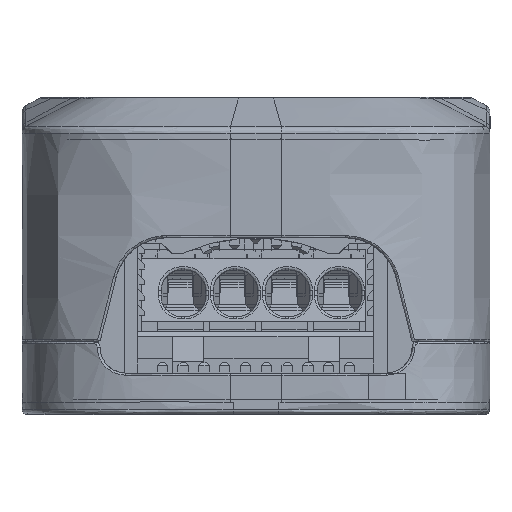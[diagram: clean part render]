
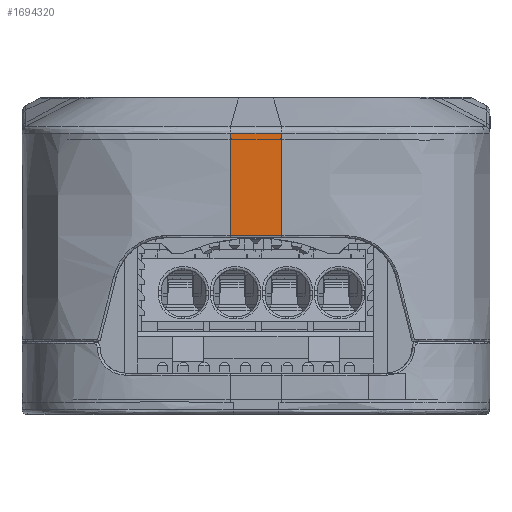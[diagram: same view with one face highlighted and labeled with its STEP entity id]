
A CAD part, left-side view. The second image highlights one B-rep face of the part: STEP entity #1694320.
In plain terms, the highlighted planar face has unit normal (-1, 0, 0).
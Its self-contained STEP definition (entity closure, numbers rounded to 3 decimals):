
#1691030=CARTESIAN_POINT('',(-145.,408.027,
19.4));
#1691040=VERTEX_POINT('',#1691030);
#1691070=CARTESIAN_POINT('',(-145.,408.027,15.862
));
#1691080=DIRECTION('',(0.,0.,
1.));
#1691090=VECTOR('',#1691080,3.538);
#1691100=LINE('',#1691070,#1691090);
#1691110=CARTESIAN_POINT('',(-145.,408.027,15.862
));
#1691120=VERTEX_POINT('',#1691110);
#1691130=EDGE_CURVE('',#1691120,#1691040,#1691100,.T.);
#1691150=CARTESIAN_POINT('',(-145.,408.027,
12.362));
#1691160=DIRECTION('',(0.,0.,1.));
#1691170=VECTOR('',#1691160,3.5);
#1691180=LINE('',#1691150,#1691170);
#1691190=CARTESIAN_POINT('',(-145.,408.027,
12.362));
#1691200=VERTEX_POINT('',#1691190);
#1691210=EDGE_CURVE('',#1691200,#1691120,#1691180,.T.);
#1691230=CARTESIAN_POINT('',(-145.,408.027,
9.562));
#1691240=DIRECTION('',(0.,0.,
1.));
#1691250=VECTOR('',#1691240,2.8);
#1691260=LINE('',#1691230,#1691250);
#1691270=CARTESIAN_POINT('',(-145.,408.027,
9.562));
#1691280=VERTEX_POINT('',#1691270);
#1691290=EDGE_CURVE('',#1691280,#1691200,#1691260,.T.);
#1693530=CARTESIAN_POINT('',(-145.,403.032,9.562
));
#1693540=VERTEX_POINT('',#1693530);
#1693660=CARTESIAN_POINT('',(-145.,408.027,
9.562));
#1693670=DIRECTION('',(0.,-1.,0.));
#1693680=VECTOR('',#1693670,4.994);
#1693690=LINE('',#1693660,#1693680);
#1693700=EDGE_CURVE('',#1691280,#1693540,#1693690,.T.);
#1693750=CARTESIAN_POINT('',(-145.,405.494,22.764));
#1693760=DIRECTION('',(-1.,0.,0.));
#1693770=DIRECTION('',(0.,1.,0.));
#1693780=AXIS2_PLACEMENT_3D('',#1693750,#1693760,#1693770);
#1693790=PLANE('',#1693780);
#1693800=ORIENTED_EDGE('',*,*,#1691290,.F.);
#1693810=ORIENTED_EDGE('',*,*,#1691210,.F.);
#1693820=ORIENTED_EDGE('',*,*,#1691130,.F.);
#1693830=CARTESIAN_POINT('',(-145.,408.027,
19.4));
#1693840=DIRECTION('',(0.,-1.,
0.));
#1693850=VECTOR('',#1693840,0.051);
#1693860=LINE('',#1693830,#1693850);
#1693870=CARTESIAN_POINT('',(-145.,407.976,
19.4));
#1693880=VERTEX_POINT('',#1693870);
#1693890=EDGE_CURVE('',#1691040,#1693880,#1693860,.T.);
#1693900=ORIENTED_EDGE('',*,*,#1693890,.F.);
#1693910=CARTESIAN_POINT('',(-145.,403.083,
19.4));
#1693920=DIRECTION('',(0.,1.,0.));
#1693930=VECTOR('',#1693920,4.893);
#1693940=LINE('',#1693910,#1693930);
#1693950=CARTESIAN_POINT('',(-145.,403.083,
19.4));
#1693960=VERTEX_POINT('',#1693950);
#1693970=EDGE_CURVE('',#1693960,#1693880,#1693940,.T.);
#1693980=ORIENTED_EDGE('',*,*,#1693970,.T.);
#1693990=CARTESIAN_POINT('',(-145.,403.083,
19.4));
#1694000=DIRECTION('',(0.,-1.,
0.));
#1694010=VECTOR('',#1694000,0.051);
#1694020=LINE('',#1693990,#1694010);
#1694030=CARTESIAN_POINT('',(-145.,403.032,
19.4));
#1694040=VERTEX_POINT('',#1694030);
#1694050=EDGE_CURVE('',#1693960,#1694040,#1694020,.T.);
#1694060=ORIENTED_EDGE('',*,*,#1694050,.F.);
#1694070=CARTESIAN_POINT('',(-145.,403.032,
19.4));
#1694080=DIRECTION('',(0.,0.,
-1.));
#1694090=VECTOR('',#1694080,3.538);
#1694100=LINE('',#1694070,#1694090);
#1694110=CARTESIAN_POINT('',(-145.,403.032,
15.862));
#1694120=VERTEX_POINT('',#1694110);
#1694130=EDGE_CURVE('',#1694040,#1694120,#1694100,.T.);
#1694140=ORIENTED_EDGE('',*,*,#1694130,.F.);
#1694150=CARTESIAN_POINT('',(-145.,403.032,
15.862));
#1694160=DIRECTION('',(0.,0.,
-1.));
#1694170=VECTOR('',#1694160,3.5);
#1694180=LINE('',#1694150,#1694170);
#1694190=CARTESIAN_POINT('',(-145.,403.032,
12.362));
#1694200=VERTEX_POINT('',#1694190);
#1694210=EDGE_CURVE('',#1694120,#1694200,#1694180,.T.);
#1694220=ORIENTED_EDGE('',*,*,#1694210,.F.);
#1694230=CARTESIAN_POINT('',(-145.,403.032,
12.362));
#1694240=DIRECTION('',(0.,0.,
-1.));
#1694250=VECTOR('',#1694240,2.8);
#1694260=LINE('',#1694230,#1694250);
#1694270=EDGE_CURVE('',#1694200,#1693540,#1694260,.T.);
#1694280=ORIENTED_EDGE('',*,*,#1694270,.F.);
#1694290=ORIENTED_EDGE('',*,*,#1693700,.T.);
#1694300=EDGE_LOOP('',(#1694290,#1694280,#1694220,#1694140,#1694060,
#1693980,#1693900,#1693820,#1693810,#1693800));
#1694310=FACE_OUTER_BOUND('',#1694300,.T.);
#1694320=ADVANCED_FACE('',(#1694310),#1693790,.T.);
